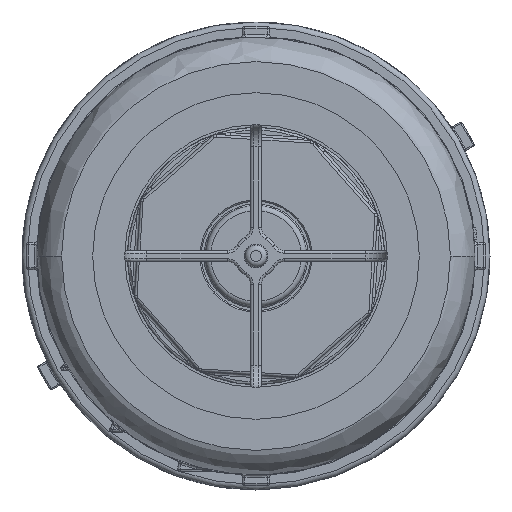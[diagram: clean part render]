
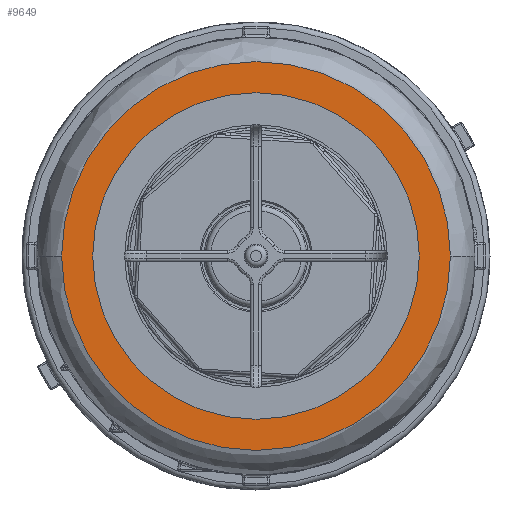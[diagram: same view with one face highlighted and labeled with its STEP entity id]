
A CAD part, left-side view. The second image highlights one B-rep face of the part: STEP entity #9649.
In plain terms, the highlighted planar face has unit normal (-1, 0, 0).
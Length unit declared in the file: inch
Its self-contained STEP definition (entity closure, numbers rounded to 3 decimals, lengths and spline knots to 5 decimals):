
#1442=FACE_BOUND('',#2581,.T.);
#1528=PLANE('',#10728);
#1920=FACE_OUTER_BOUND('',#2580,.T.);
#2580=EDGE_LOOP('',(#7632));
#2581=EDGE_LOOP('',(#7633));
#3126=CIRCLE('',#10442,2.22);
#3273=CIRCLE('',#10727,1.865);
#4186=VERTEX_POINT('',#17012);
#4319=VERTEX_POINT('',#19092);
#5184=EDGE_CURVE('',#4186,#4186,#3126,.T.);
#5476=EDGE_CURVE('',#4319,#4319,#3273,.T.);
#7632=ORIENTED_EDGE('',*,*,#5184,.F.);
#7633=ORIENTED_EDGE('',*,*,#5476,.T.);
#9649=ADVANCED_FACE('',(#1920,#1442),#1528,.T.);
#10442=AXIS2_PLACEMENT_3D('',#17014,#12101,#12102);
#10727=AXIS2_PLACEMENT_3D('',#19094,#12783,#12784);
#10728=AXIS2_PLACEMENT_3D('',#19095,#12785,#12786);
#12101=DIRECTION('center_axis',(1.,0.,0.));
#12102=DIRECTION('ref_axis',(0.,1.,0.));
#12783=DIRECTION('center_axis',(1.,0.,0.));
#12784=DIRECTION('ref_axis',(0.,1.,0.));
#12785=DIRECTION('center_axis',(-1.,0.,0.));
#12786=DIRECTION('ref_axis',(0.,0.,1.));
#17012=CARTESIAN_POINT('',(-3.5,-2.22,0.));
#17014=CARTESIAN_POINT('Origin',(-3.5,0.,0.));
#19092=CARTESIAN_POINT('',(-3.5,-1.865,0.));
#19094=CARTESIAN_POINT('Origin',(-3.5,0.,0.));
#19095=CARTESIAN_POINT('Origin',(-3.5,2.0425,0.));
